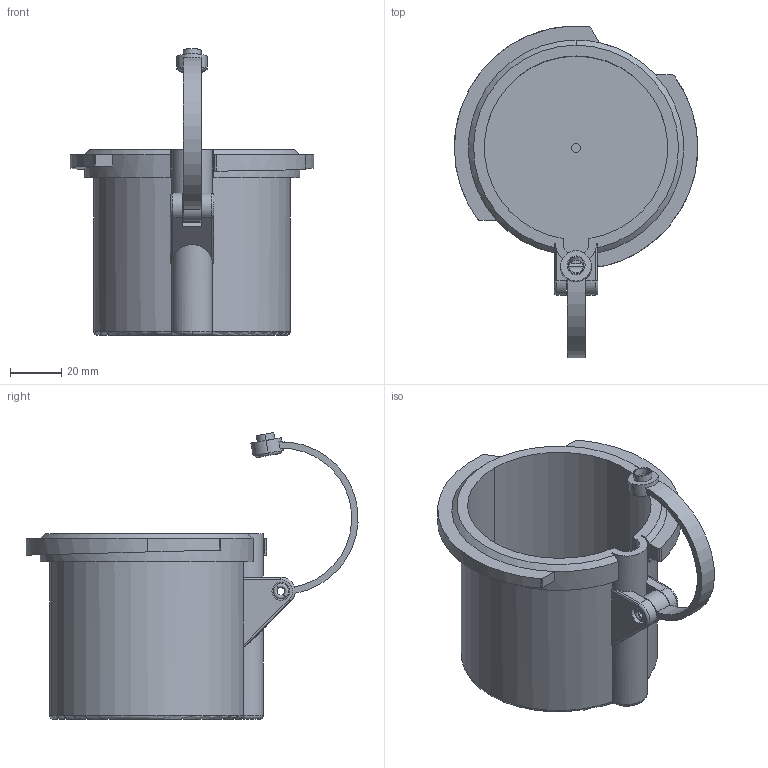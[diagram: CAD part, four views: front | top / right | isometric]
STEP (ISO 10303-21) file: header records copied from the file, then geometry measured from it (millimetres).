
FILE_DESCRIPTION (( 'STEP AP203' ), '1' );
FILE_NAME ('CC560.step', '2022-09-08T14:33:01', ( '' ), ( '' ), 'SwSTEP 2.0', 'SolidWorks 2021', '' );
FILE_SCHEMA (( 'CONFIG_CONTROL_DESIGN' ));
Length unit declared in the file: inch
Products named in the file (1): CC560
Bounding box: 94.97 x 129.56 x 111.92 mm (x, y, z)
Volume: 90883.6 mm3; surface area: 51083.8 mm2
Topology: 1 solids, 1 shells, 126 faces, 328 edges, 215 vertices
Faces by surface type: cylinder 69, plane 39, torus 16, cone 2
Entity records: 4167 total; most frequent: CARTESIAN_POINT 908, DIRECTION 710, ORIENTED_EDGE 656, EDGE_CURVE 328, AXIS2_PLACEMENT_3D 290, VERTEX_POINT 215, CIRCLE 163, EDGE_LOOP 143
